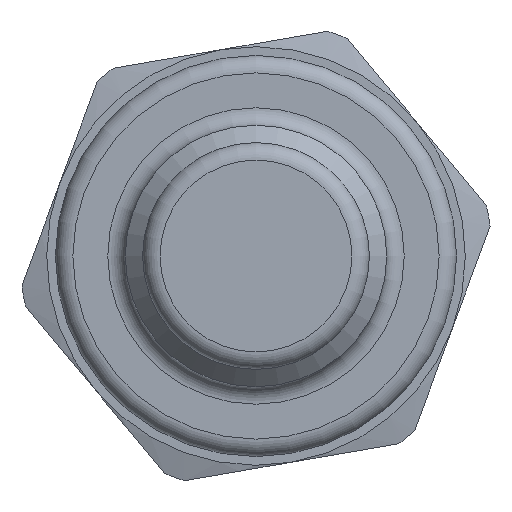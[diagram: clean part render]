
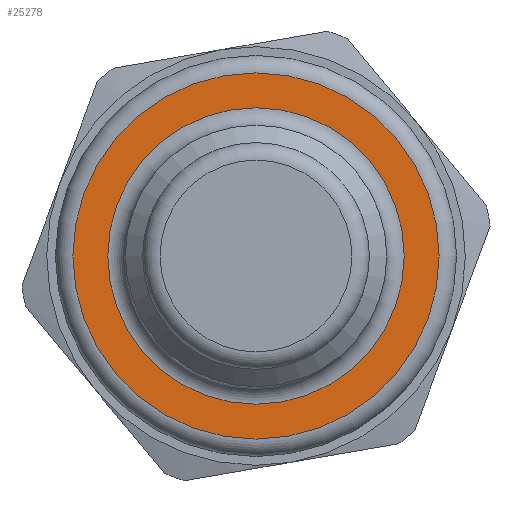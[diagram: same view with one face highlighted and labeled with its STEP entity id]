
A CAD part, left-side view. The second image highlights one B-rep face of the part: STEP entity #25278.
In plain terms, the highlighted planar face has unit normal (-1, 0, 0).
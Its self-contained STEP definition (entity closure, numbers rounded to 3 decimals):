
#25247=CARTESIAN_POINT('',(21.5,8.5,0.));
#25248=VERTEX_POINT('',#25247);
#25249=CARTESIAN_POINT('',(21.5,0.0,0.0));
#25250=DIRECTION('',(-1.0,0.0,0.0));
#25251=DIRECTION('',(0.0,-1.0,0.0));
#25252=AXIS2_PLACEMENT_3D('',#25249,#25250,#25251);
#25253=CIRCLE('',#25252,8.5);
#25254=EDGE_CURVE('',#25248,#25248,#25253,.T.);
#25259=CARTESIAN_POINT('',(21.5,9.5,0.0));
#25260=DIRECTION('',(-1.0,0.0,0.0));
#25261=DIRECTION('',(0.0,0.0,1.0));
#25262=AXIS2_PLACEMENT_3D('',#25259,#25260,#25261);
#25263=PLANE('',#25262);
#25264=CARTESIAN_POINT('',(21.5,10.5,0.0));
#25265=VERTEX_POINT('',#25264);
#25266=CARTESIAN_POINT('',(21.5,0.0,0.0));
#25267=DIRECTION('',(1.0,0.0,0.0));
#25268=DIRECTION('',(0.0,-1.0,0.0));
#25269=AXIS2_PLACEMENT_3D('',#25266,#25267,#25268);
#25270=CIRCLE('',#25269,10.5);
#25271=EDGE_CURVE('',#25265,#25265,#25270,.T.);
#25272=ORIENTED_EDGE('',*,*,#25271,.F.);
#25273=EDGE_LOOP('',(#25272));
#25274=FACE_OUTER_BOUND('',#25273,.T.);
#25275=ORIENTED_EDGE('',*,*,#25254,.F.);
#25276=EDGE_LOOP('',(#25275));
#25277=FACE_BOUND('',#25276,.T.);
#25278=ADVANCED_FACE('',(#25274,#25277),#25263,.T.);
